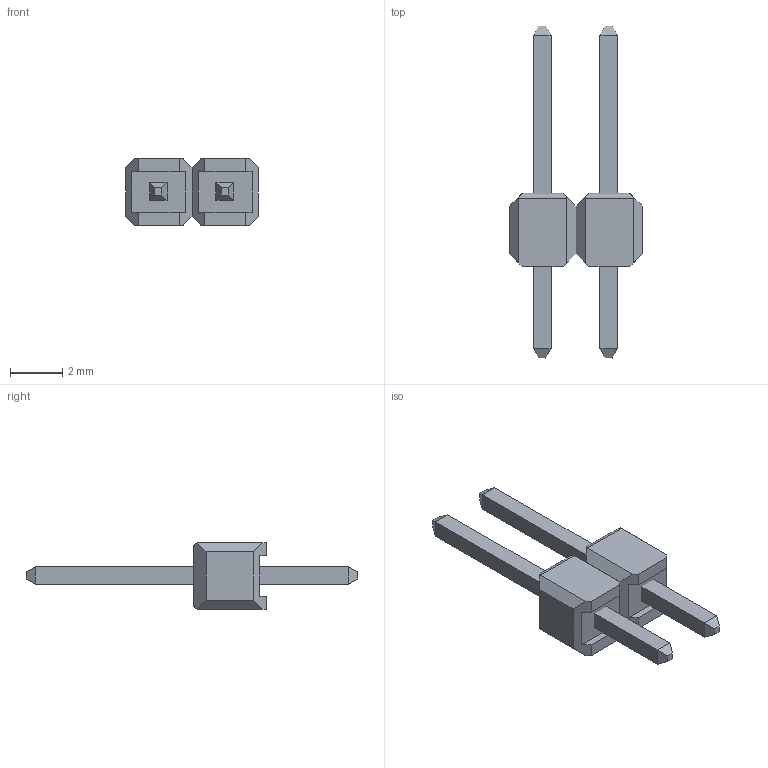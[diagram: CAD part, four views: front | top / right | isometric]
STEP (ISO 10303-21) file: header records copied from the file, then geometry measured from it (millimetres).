
FILE_DESCRIPTION(('CATIA V5 STEP Exchange'),'2;1');
FILE_NAME('1x2THPitch 2_54mm.stp','2023-08-09T08:05:22+00:00',('none'),('none'),'CATIA Version 5 Release 21 GA (IN-10)','CATIA V5 STEP AP214','none');
FILE_SCHEMA(('AUTOMOTIVE_DESIGN { 1 0 10303 214 1 1 1 1 }'));
Length unit declared in the file: millimetre
Products named in the file (3): User Library-1x6 TH Pitch 2_54mm; holder; pin
Assembly tree (3 placements, depth 2):
  User Library-1x6 TH Pitch 2_54mm
    holder
    pin  x2
Bounding box: 5.08 x 12.7 x 2.54 mm (x, y, z)
Volume: 40.3 mm3; surface area: 143.8 mm2
Topology: 3 solids, 3 shells, 74 faces, 184 edges, 116 vertices
Faces by surface type: plane 70, cylinder 4
Entity records: 2344 total; most frequent: CARTESIAN_POINT 402, ORIENTED_EDGE 312, DIRECTION 272, EDGE_CURVE 156, VECTOR 140, LINE 140, VERTEX_POINT 100, AXIS2_PLACEMENT_3D 66
